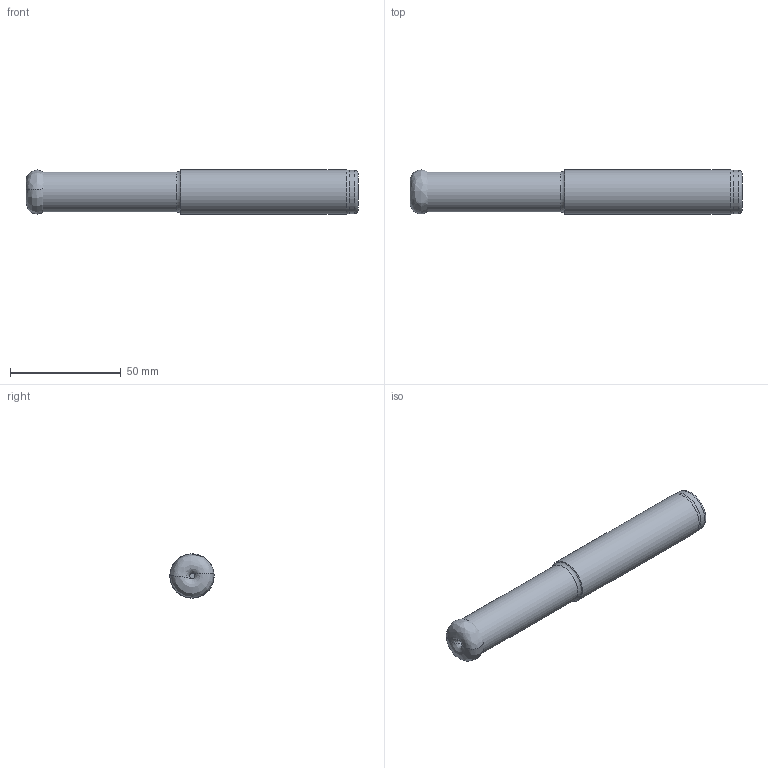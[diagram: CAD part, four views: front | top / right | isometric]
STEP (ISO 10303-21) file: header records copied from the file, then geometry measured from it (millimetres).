
FILE_DESCRIPTION(/* description */ (''),/* implementation_level */ '2;1');
FILE_NAME(/* name */ 'model1.stp',/* time_stamp */ '2023-11-06T19:27:03+03:00',/* author */ (''),/* organization */ (''),/* preprocessor_version */ 'ST-DEVELOPER v19.4',/* originating_system */ 'SIEMENS PLM Software NX2306.3001',/* authorisation */ '');
FILE_SCHEMA (('AUTOMOTIVE_DESIGN { 1 0 10303 214 3 1 1 1 }'));
Length unit declared in the file: millimetre
Products named in the file (1): model1_objects
Bounding box: 150 x 20 x 20 mm (x, y, z)
Volume: 44730.9 mm3; surface area: 10396.4 mm2
Topology: 2 solids, 2 shells, 17 faces, 31 edges, 16 vertices
Faces by surface type: revolution 4, torus 3, cylinder 3, cone 3, bspline 2, plane 2
Full cylindrical faces by diameter (mm): 18 x1, 19.5 x1, 20 x1
Entity records: 564 total; most frequent: CARTESIAN_POINT 141, DIRECTION 60, EDGE_LOOP 32, ORIENTED_EDGE 32, FACE_BOUND 30, AXIS2_PLACEMENT_3D 28, PRESENTATION_STYLE_ASSIGNMENT 17, SURFACE_STYLE_USAGE 17
